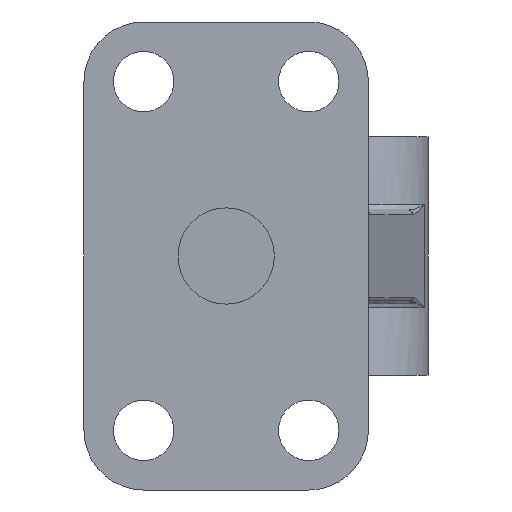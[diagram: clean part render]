
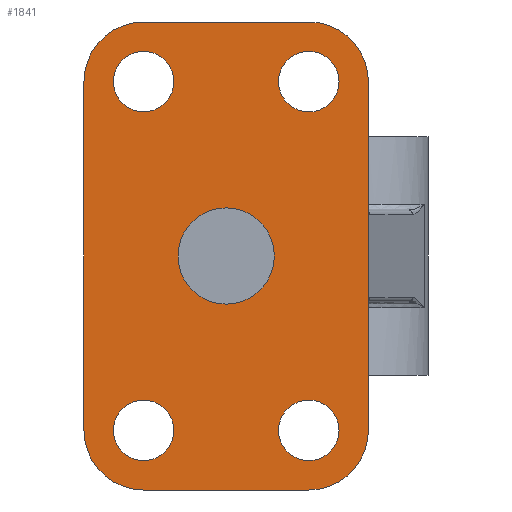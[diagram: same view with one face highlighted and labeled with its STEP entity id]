
A CAD part, front view. The second image highlights one B-rep face of the part: STEP entity #1841.
In plain terms, the highlighted planar face has unit normal (0, -1, 0).
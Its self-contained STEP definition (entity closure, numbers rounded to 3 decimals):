
#45=PLANE('',#2015);
#85=FACE_BOUND('',#553,.T.);
#86=FACE_BOUND('',#554,.T.);
#87=FACE_BOUND('',#555,.T.);
#88=FACE_BOUND('',#556,.T.);
#89=FACE_BOUND('',#557,.T.);
#176=LINE('',#3048,#296);
#177=LINE('',#3049,#297);
#178=LINE('',#3050,#298);
#179=LINE('',#3051,#299);
#296=VECTOR('',#2377,18.);
#297=VECTOR('',#2378,38.);
#298=VECTOR('',#2379,18.);
#299=VECTOR('',#2380,38.);
#426=FACE_OUTER_BOUND('',#552,.T.);
#552=EDGE_LOOP('',(#1349,#1350,#1351,#1352,#1353,#1354,#1355,#1356));
#553=EDGE_LOOP('',(#1357));
#554=EDGE_LOOP('',(#1358));
#555=EDGE_LOOP('',(#1359));
#556=EDGE_LOOP('',(#1360));
#557=EDGE_LOOP('',(#1361));
#684=CIRCLE('',#1970,5.25);
#692=CIRCLE('',#1981,3.3);
#694=CIRCLE('',#1984,3.3);
#696=CIRCLE('',#1987,3.3);
#698=CIRCLE('',#1990,3.3);
#707=CIRCLE('',#2002,6.5);
#709=CIRCLE('',#2005,6.5);
#711=CIRCLE('',#2008,6.5);
#713=CIRCLE('',#2011,6.5);
#820=VERTEX_POINT('',#2907);
#830=VERTEX_POINT('',#2930);
#832=VERTEX_POINT('',#2935);
#834=VERTEX_POINT('',#2940);
#836=VERTEX_POINT('',#2945);
#859=VERTEX_POINT('',#2994);
#860=VERTEX_POINT('',#2996);
#863=VERTEX_POINT('',#3003);
#864=VERTEX_POINT('',#3005);
#867=VERTEX_POINT('',#3012);
#868=VERTEX_POINT('',#3014);
#871=VERTEX_POINT('',#3021);
#872=VERTEX_POINT('',#3023);
#1000=EDGE_CURVE('',#820,#820,#684,.T.);
#1010=EDGE_CURVE('',#830,#830,#692,.T.);
#1012=EDGE_CURVE('',#832,#832,#694,.T.);
#1014=EDGE_CURVE('',#834,#834,#696,.T.);
#1016=EDGE_CURVE('',#836,#836,#698,.T.);
#1040=EDGE_CURVE('',#859,#860,#707,.T.);
#1044=EDGE_CURVE('',#863,#864,#709,.T.);
#1048=EDGE_CURVE('',#867,#868,#711,.T.);
#1052=EDGE_CURVE('',#871,#872,#713,.T.);
#1064=EDGE_CURVE('',#872,#867,#176,.T.);
#1065=EDGE_CURVE('',#864,#871,#177,.T.);
#1066=EDGE_CURVE('',#860,#863,#178,.T.);
#1067=EDGE_CURVE('',#868,#859,#179,.T.);
#1349=ORIENTED_EDGE('',*,*,#1048,.F.);
#1350=ORIENTED_EDGE('',*,*,#1064,.F.);
#1351=ORIENTED_EDGE('',*,*,#1052,.F.);
#1352=ORIENTED_EDGE('',*,*,#1065,.F.);
#1353=ORIENTED_EDGE('',*,*,#1044,.F.);
#1354=ORIENTED_EDGE('',*,*,#1066,.F.);
#1355=ORIENTED_EDGE('',*,*,#1040,.F.);
#1356=ORIENTED_EDGE('',*,*,#1067,.F.);
#1357=ORIENTED_EDGE('',*,*,#1014,.T.);
#1358=ORIENTED_EDGE('',*,*,#1016,.T.);
#1359=ORIENTED_EDGE('',*,*,#1010,.T.);
#1360=ORIENTED_EDGE('',*,*,#1012,.T.);
#1361=ORIENTED_EDGE('',*,*,#1000,.F.);
#1841=ADVANCED_FACE('',(#426,#85,#86,#87,#88,#89),#45,.F.);
#1970=AXIS2_PLACEMENT_3D('',#2908,#2253,#2254);
#1981=AXIS2_PLACEMENT_3D('',#2931,#2277,#2278);
#1984=AXIS2_PLACEMENT_3D('',#2936,#2283,#2284);
#1987=AXIS2_PLACEMENT_3D('',#2941,#2289,#2290);
#1990=AXIS2_PLACEMENT_3D('',#2946,#2295,#2296);
#2002=AXIS2_PLACEMENT_3D('',#2997,#2334,#2335);
#2005=AXIS2_PLACEMENT_3D('',#3006,#2342,#2343);
#2008=AXIS2_PLACEMENT_3D('',#3015,#2350,#2351);
#2011=AXIS2_PLACEMENT_3D('',#3024,#2358,#2359);
#2015=AXIS2_PLACEMENT_3D('',#3047,#2375,#2376);
#2253=DIRECTION('center_axis',(0.,-1.,0.));
#2254=DIRECTION('ref_axis',(0.,0.,-1.));
#2277=DIRECTION('center_axis',(0.,1.,0.));
#2278=DIRECTION('ref_axis',(0.,0.,1.));
#2283=DIRECTION('center_axis',(0.,1.,0.));
#2284=DIRECTION('ref_axis',(0.,0.,1.));
#2289=DIRECTION('center_axis',(0.,1.,0.));
#2290=DIRECTION('ref_axis',(0.,0.,1.));
#2295=DIRECTION('center_axis',(0.,1.,0.));
#2296=DIRECTION('ref_axis',(0.,0.,1.));
#2334=DIRECTION('center_axis',(0.,1.,0.));
#2335=DIRECTION('ref_axis',(0.,0.,-1.));
#2342=DIRECTION('center_axis',(0.,1.,0.));
#2343=DIRECTION('ref_axis',(0.,0.,1.));
#2350=DIRECTION('center_axis',(0.,1.,0.));
#2351=DIRECTION('ref_axis',(0.,0.,1.));
#2358=DIRECTION('center_axis',(0.,1.,0.));
#2359=DIRECTION('ref_axis',(0.,0.,1.));
#2375=DIRECTION('center_axis',(0.,1.,0.));
#2376=DIRECTION('ref_axis',(0.,0.,1.));
#2377=DIRECTION('',(1.,0.,0.));
#2378=DIRECTION('',(0.,0.,1.));
#2379=DIRECTION('',(-1.,0.,0.));
#2380=DIRECTION('',(0.,0.,-1.));
#2907=CARTESIAN_POINT('',(0.,0.,-5.25));
#2908=CARTESIAN_POINT('Origin',(0.,0.,0.));
#2930=CARTESIAN_POINT('',(-9.,0.,15.7));
#2931=CARTESIAN_POINT('Origin',(-9.,0.,19.));
#2935=CARTESIAN_POINT('',(9.,0.,15.7));
#2936=CARTESIAN_POINT('Origin',(9.,0.,19.));
#2940=CARTESIAN_POINT('',(-9.,0.,-22.3));
#2941=CARTESIAN_POINT('Origin',(-9.,0.,-19.));
#2945=CARTESIAN_POINT('',(9.,0.,-22.3));
#2946=CARTESIAN_POINT('Origin',(9.,0.,-19.));
#2994=CARTESIAN_POINT('',(15.5,0.,-19.));
#2996=CARTESIAN_POINT('',(9.,0.,-25.5));
#2997=CARTESIAN_POINT('Origin',(9.,0.,-19.));
#3003=CARTESIAN_POINT('',(-9.,0.,-25.5));
#3005=CARTESIAN_POINT('',(-15.5,0.,-19.));
#3006=CARTESIAN_POINT('Origin',(-9.,0.,-19.));
#3012=CARTESIAN_POINT('',(9.,0.,25.5));
#3014=CARTESIAN_POINT('',(15.5,0.,19.));
#3015=CARTESIAN_POINT('Origin',(9.,0.,19.));
#3021=CARTESIAN_POINT('',(-15.5,0.,19.));
#3023=CARTESIAN_POINT('',(-9.,0.,25.5));
#3024=CARTESIAN_POINT('Origin',(-9.,0.,19.));
#3047=CARTESIAN_POINT('Origin',(9.,0.,19.));
#3048=CARTESIAN_POINT('',(-9.,0.,25.5));
#3049=CARTESIAN_POINT('',(-15.5,0.,-19.));
#3050=CARTESIAN_POINT('',(-9.,0.,-25.5));
#3051=CARTESIAN_POINT('',(15.5,0.,-19.));
